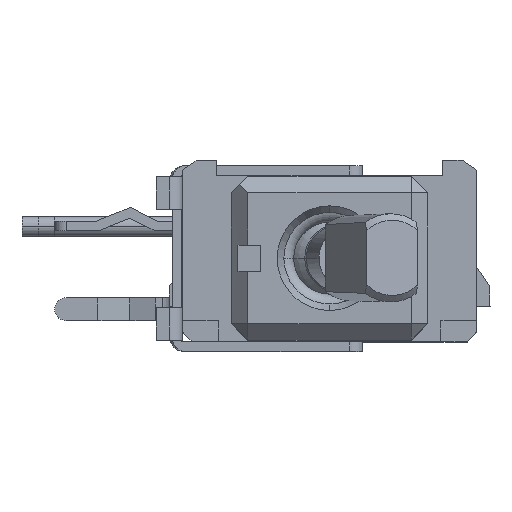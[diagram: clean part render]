
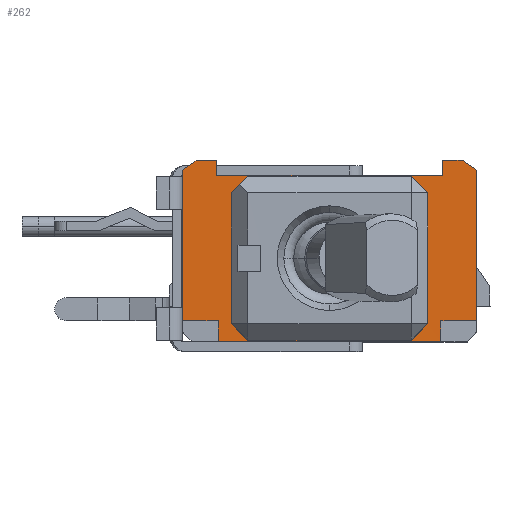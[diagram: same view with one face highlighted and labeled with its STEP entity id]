
A CAD part, top view. The second image highlights one B-rep face of the part: STEP entity #262.
In plain terms, the highlighted planar face has unit normal (0, 0, 1).
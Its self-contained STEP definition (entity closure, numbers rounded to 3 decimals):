
#262=ADVANCED_FACE('',(#725,#726),#727,.T.);
#725=FACE_OUTER_BOUND('',#1207,.T.);
#726=FACE_BOUND('',#1208,.T.);
#727=PLANE('',#1209);
#1207=EDGE_LOOP('',(#3088,#3089,#3090,#3091,#3092,#3093,#3094,#3095,#3096,#3097,#3098,#3099,#3100,#3101));
#1208=EDGE_LOOP('',(#3102,#3103,#3104,#3105,#3106,#3107,#3108,#3109));
#1209=AXIS2_PLACEMENT_3D('',#3110,#3111,#3112);
#3088=ORIENTED_EDGE('',*,*,#3809,.T.);
#3089=ORIENTED_EDGE('',*,*,#3814,.T.);
#3090=ORIENTED_EDGE('',*,*,#3817,.F.);
#3091=ORIENTED_EDGE('',*,*,#3821,.F.);
#3092=ORIENTED_EDGE('',*,*,#3836,.F.);
#3093=ORIENTED_EDGE('',*,*,#3837,.F.);
#3094=ORIENTED_EDGE('',*,*,#3833,.F.);
#3095=ORIENTED_EDGE('',*,*,#3838,.T.);
#3096=ORIENTED_EDGE('',*,*,#3841,.T.);
#3097=ORIENTED_EDGE('',*,*,#3843,.T.);
#3098=ORIENTED_EDGE('',*,*,#3845,.F.);
#3099=ORIENTED_EDGE('',*,*,#3847,.F.);
#3100=ORIENTED_EDGE('',*,*,#3848,.F.);
#3101=ORIENTED_EDGE('',*,*,#3795,.F.);
#3102=ORIENTED_EDGE('',*,*,#3853,.F.);
#3103=ORIENTED_EDGE('',*,*,#3854,.T.);
#3104=ORIENTED_EDGE('',*,*,#3855,.F.);
#3105=ORIENTED_EDGE('',*,*,#3849,.T.);
#3106=ORIENTED_EDGE('',*,*,#3856,.F.);
#3107=ORIENTED_EDGE('',*,*,#3857,.T.);
#3108=ORIENTED_EDGE('',*,*,#3858,.F.);
#3109=ORIENTED_EDGE('',*,*,#3859,.T.);
#3110=CARTESIAN_POINT('',(0.0,0.0,7.201));
#3111=DIRECTION('',(-0.0,0.0,1.0));
#3112=DIRECTION('',(1.0,-0.0,0.0));
#3795=EDGE_CURVE('',#4810,#4812,#4813,.T.);
#3809=EDGE_CURVE('',#4810,#4832,#4834,.T.);
#3814=EDGE_CURVE('',#4832,#4840,#4842,.T.);
#3817=EDGE_CURVE('',#4844,#4840,#4846,.T.);
#3821=EDGE_CURVE('',#4850,#4844,#4852,.F.);
#3833=EDGE_CURVE('',#4866,#4868,#4869,.T.);
#3836=EDGE_CURVE('',#4871,#4850,#4873,.T.);
#3837=EDGE_CURVE('',#4868,#4871,#4874,.T.);
#3838=EDGE_CURVE('',#4866,#4875,#4876,.T.);
#3841=EDGE_CURVE('',#4875,#4878,#4880,.T.);
#3843=EDGE_CURVE('',#4878,#4881,#4883,.F.);
#3845=EDGE_CURVE('',#4884,#4881,#4886,.T.);
#3847=EDGE_CURVE('',#4887,#4884,#4889,.T.);
#3848=EDGE_CURVE('',#4812,#4887,#4890,.T.);
#3849=EDGE_CURVE('',#4891,#4892,#4893,.F.);
#3853=EDGE_CURVE('',#4899,#4900,#4901,.T.);
#3854=EDGE_CURVE('',#4899,#4902,#4903,.F.);
#3855=EDGE_CURVE('',#4891,#4902,#4904,.T.);
#3856=EDGE_CURVE('',#4905,#4892,#4906,.T.);
#3857=EDGE_CURVE('',#4905,#4907,#4908,.F.);
#3858=EDGE_CURVE('',#4909,#4907,#4910,.T.);
#3859=EDGE_CURVE('',#4909,#4900,#4911,.F.);
#4810=VERTEX_POINT('',#6504);
#4812=VERTEX_POINT('',#6507);
#4813=LINE('',#6508,#6509);
#4832=VERTEX_POINT('',#6538);
#4834=LINE('',#6541,#6542);
#4840=VERTEX_POINT('',#6551);
#4842=LINE('',#6554,#6555);
#4844=VERTEX_POINT('',#6558);
#4846=LINE('',#6561,#6562);
#4850=VERTEX_POINT('',#6568);
#4852=LINE('',#6571,#6572);
#4866=VERTEX_POINT('',#6596);
#4868=VERTEX_POINT('',#6599);
#4869=LINE('',#6600,#6601);
#4871=VERTEX_POINT('',#6604);
#4873=LINE('',#6607,#6608);
#4874=LINE('',#6609,#6610);
#4875=VERTEX_POINT('',#6611);
#4876=LINE('',#6612,#6613);
#4878=VERTEX_POINT('',#6616);
#4880=LINE('',#6619,#6620);
#4881=VERTEX_POINT('',#6621);
#4883=LINE('',#6624,#6625);
#4884=VERTEX_POINT('',#6626);
#4886=LINE('',#6629,#6630);
#4887=VERTEX_POINT('',#6631);
#4889=LINE('',#6634,#6635);
#4890=LINE('',#6636,#6637);
#4891=VERTEX_POINT('',#6638);
#4892=VERTEX_POINT('',#6639);
#4893=LINE('',#6640,#6641);
#4899=VERTEX_POINT('',#6650);
#4900=VERTEX_POINT('',#6651);
#4901=LINE('',#6652,#6653);
#4902=VERTEX_POINT('',#6654);
#4903=LINE('',#6655,#6656);
#4904=LINE('',#6657,#6658);
#4905=VERTEX_POINT('',#6659);
#4906=LINE('',#6660,#6661);
#4907=VERTEX_POINT('',#6662);
#4908=LINE('',#6663,#6664);
#4909=VERTEX_POINT('',#6665);
#4910=LINE('',#6666,#6667);
#4911=LINE('',#6668,#6669);
#6504=CARTESIAN_POINT('',(3.401,-2.541,7.201));
#6507=CARTESIAN_POINT('',(-3.401,-2.541,7.201));
#6508=CARTESIAN_POINT('',(0.,-2.541,7.201));
#6509=VECTOR('',#7504,1000.0);
#6538=CARTESIAN_POINT('',(3.401,-1.901,7.201));
#6541=CARTESIAN_POINT('',(3.401,-2.9,7.201));
#6542=VECTOR('',#7522,1000.0);
#6551=CARTESIAN_POINT('',(4.501,-1.901,7.201));
#6554=CARTESIAN_POINT('',(3.4,-1.901,7.201));
#6555=VECTOR('',#7527,1000.0);
#6558=CARTESIAN_POINT('',(4.501,2.7,7.201));
#6561=CARTESIAN_POINT('',(4.501,0.,7.201));
#6562=VECTOR('',#7530,1000.0);
#6568=CARTESIAN_POINT('',(4.05,3.001,7.201));
#6571=CARTESIAN_POINT('',(4.051,3.001,7.201));
#6572=VECTOR('',#7534,1000.0);
#6596=CARTESIAN_POINT('',(-3.449,2.541,7.201));
#6599=CARTESIAN_POINT('',(3.449,2.541,7.201));
#6600=CARTESIAN_POINT('',(0.,2.541,7.201));
#6601=VECTOR('',#7546,1000.0);
#6604=CARTESIAN_POINT('',(3.449,3.001,7.201));
#6607=CARTESIAN_POINT('',(3.45,3.001,7.201));
#6608=VECTOR('',#7549,1000.0);
#6609=CARTESIAN_POINT('',(3.449,0.,7.201));
#6610=VECTOR('',#7550,1000.0);
#6611=CARTESIAN_POINT('',(-3.449,3.001,7.201));
#6612=CARTESIAN_POINT('',(-3.449,0.,7.201));
#6613=VECTOR('',#7551,1000.0);
#6616=CARTESIAN_POINT('',(-4.05,3.001,7.201));
#6619=CARTESIAN_POINT('',(0.,3.001,7.201));
#6620=VECTOR('',#7554,1000.0);
#6621=CARTESIAN_POINT('',(-4.501,2.7,7.201));
#6624=CARTESIAN_POINT('',(-2.631,3.947,7.201));
#6625=VECTOR('',#7556,1000.0);
#6626=CARTESIAN_POINT('',(-4.501,-1.901,7.201));
#6629=CARTESIAN_POINT('',(-4.501,0.,7.201));
#6630=VECTOR('',#7558,1000.0);
#6631=CARTESIAN_POINT('',(-3.401,-1.901,7.201));
#6634=CARTESIAN_POINT('',(-3.4,-1.901,7.201));
#6635=VECTOR('',#7560,1000.0);
#6636=CARTESIAN_POINT('',(-3.401,-2.9,7.201));
#6637=VECTOR('',#7561,1000.0);
#6638=CARTESIAN_POINT('',(-2.5,-2.501,7.2));
#6639=CARTESIAN_POINT('',(-3.0,-2.0,7.201));
#6640=CARTESIAN_POINT('',(-3.001,-2.001,7.201));
#6641=VECTOR('',#7562,1000.0);
#6650=CARTESIAN_POINT('',(3.001,-2.0,7.2));
#6651=CARTESIAN_POINT('',(3.0,2.0,7.201));
#6652=CARTESIAN_POINT('',(3.001,0.,7.201));
#6653=VECTOR('',#7566,1000.0);
#6654=CARTESIAN_POINT('',(2.5,-2.5,7.201));
#6655=CARTESIAN_POINT('',(2.501,-2.501,7.201));
#6656=VECTOR('',#7567,1000.0);
#6657=CARTESIAN_POINT('',(0.,-2.501,7.201));
#6658=VECTOR('',#7568,1000.0);
#6659=CARTESIAN_POINT('',(-3.001,2.0,7.2));
#6660=CARTESIAN_POINT('',(-3.001,0.,7.201));
#6661=VECTOR('',#7569,1000.0);
#6662=CARTESIAN_POINT('',(-2.5,2.501,7.201));
#6663=CARTESIAN_POINT('',(-2.501,2.501,7.201));
#6664=VECTOR('',#7570,1000.0);
#6665=CARTESIAN_POINT('',(2.5,2.501,7.201));
#6666=CARTESIAN_POINT('',(0.,2.501,7.201));
#6667=VECTOR('',#7571,1000.0);
#6668=CARTESIAN_POINT('',(3.001,2.001,7.201));
#6669=VECTOR('',#7572,1000.0);
#7504=DIRECTION('',(-1.0,0.,0.0));
#7522=DIRECTION('',(0.,1.0,-0.0));
#7527=DIRECTION('',(1.0,0.,0.0));
#7530=DIRECTION('',(0.,-1.0,0.0));
#7534=DIRECTION('',(-0.832,0.555,0.0));
#7546=DIRECTION('',(1.0,0.,0.0));
#7549=DIRECTION('',(1.0,0.,0.0));
#7550=DIRECTION('',(0.,1.0,-0.0));
#7551=DIRECTION('',(0.,1.0,-0.0));
#7554=DIRECTION('',(-1.0,0.,0.0));
#7556=DIRECTION('',(0.832,0.555,-0.0));
#7558=DIRECTION('',(0.,1.0,-0.0));
#7560=DIRECTION('',(-1.0,0.,0.0));
#7561=DIRECTION('',(0.,1.0,-0.0));
#7562=DIRECTION('',(0.707,-0.707,0.0));
#7566=DIRECTION('',(0.,1.0,0.0));
#7567=DIRECTION('',(0.707,0.707,-0.0));
#7568=DIRECTION('',(1.0,0.,0.0));
#7569=DIRECTION('',(0.,-1.0,0.0));
#7570=DIRECTION('',(-0.707,-0.707,0.0));
#7571=DIRECTION('',(-1.0,0.,0.0));
#7572=DIRECTION('',(-0.707,0.707,0.0));
